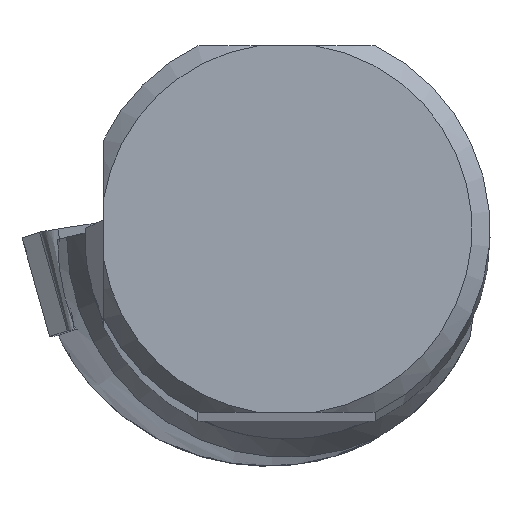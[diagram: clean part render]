
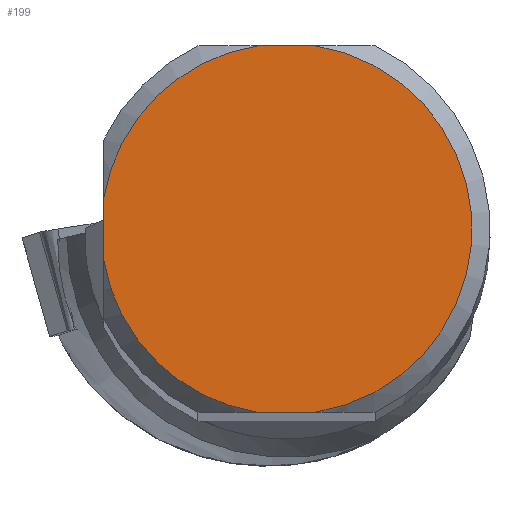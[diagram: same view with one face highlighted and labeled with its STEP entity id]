
A CAD part, top view. The second image highlights one B-rep face of the part: STEP entity #199.
In plain terms, the highlighted planar face has unit normal (0, 0, 1).
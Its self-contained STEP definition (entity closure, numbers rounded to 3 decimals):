
#155=FACE_OUTER_BOUND('',#383,.T.);
#199=ADVANCED_FACE('',(#155),#226,.T.);
#226=PLANE('',#1043);
#266=LINE('',#1731,#310);
#267=LINE('',#1732,#311);
#268=LINE('',#1733,#312);
#310=VECTOR('',#1246,1.);
#311=VECTOR('',#1247,1.);
#312=VECTOR('',#1248,1.);
#383=EDGE_LOOP('',(#555,#556,#557,#558,#559,#560));
#555=ORIENTED_EDGE('',*,*,#821,.F.);
#556=ORIENTED_EDGE('',*,*,#808,.T.);
#557=ORIENTED_EDGE('',*,*,#822,.F.);
#558=ORIENTED_EDGE('',*,*,#819,.T.);
#559=ORIENTED_EDGE('',*,*,#823,.F.);
#560=ORIENTED_EDGE('',*,*,#810,.T.);
#706=VERTEX_POINT('',#1680);
#708=VERTEX_POINT('',#1687);
#709=VERTEX_POINT('',#1694);
#710=VERTEX_POINT('',#1696);
#714=VERTEX_POINT('',#1723);
#715=VERTEX_POINT('',#1725);
#808=EDGE_CURVE('',#706,#708,#869,.T.);
#810=EDGE_CURVE('',#710,#709,#870,.T.);
#819=EDGE_CURVE('',#715,#714,#873,.T.);
#821=EDGE_CURVE('',#706,#709,#266,.T.);
#822=EDGE_CURVE('',#715,#708,#267,.T.);
#823=EDGE_CURVE('',#710,#714,#268,.T.);
#869=CIRCLE('',#1033,7.23);
#870=CIRCLE('',#1035,7.23);
#873=CIRCLE('',#1041,7.23);
#1033=AXIS2_PLACEMENT_3D('',#1688,#1224,#1225);
#1035=AXIS2_PLACEMENT_3D('',#1695,#1228,#1229);
#1041=AXIS2_PLACEMENT_3D('',#1724,#1242,#1243);
#1043=AXIS2_PLACEMENT_3D('',#1734,#1249,#1250);
#1224=DIRECTION('',(0.,0.,1.));
#1225=DIRECTION('',(1.,0.,0.));
#1228=DIRECTION('',(0.,0.,1.));
#1229=DIRECTION('',(1.,0.,0.));
#1242=DIRECTION('',(0.,0.,1.));
#1243=DIRECTION('',(1.,0.,0.));
#1246=DIRECTION('',(-1.,0.,0.));
#1247=DIRECTION('',(1.,0.,0.));
#1248=DIRECTION('',(0.,1.,0.));
#1249=DIRECTION('',(0.,0.,1.));
#1250=DIRECTION('',(1.,0.,0.));
#1680=CARTESIAN_POINT('',(1.137,-7.14,0.));
#1687=CARTESIAN_POINT('',(1.137,7.14,0.));
#1688=CARTESIAN_POINT('',(0.,0.,0.));
#1694=CARTESIAN_POINT('',(-1.137,-7.14,0.));
#1695=CARTESIAN_POINT('',(0.,0.,0.));
#1696=CARTESIAN_POINT('',(-7.13,-1.198,0.));
#1723=CARTESIAN_POINT('',(-7.13,1.198,0.));
#1724=CARTESIAN_POINT('',(0.,0.,0.));
#1725=CARTESIAN_POINT('',(-1.137,7.14,0.));
#1731=CARTESIAN_POINT('',(0.,-7.14,0.));
#1732=CARTESIAN_POINT('',(0.,7.14,0.));
#1733=CARTESIAN_POINT('',(-7.13,0.,0.));
#1734=CARTESIAN_POINT('',(0.,0.,
0.));
